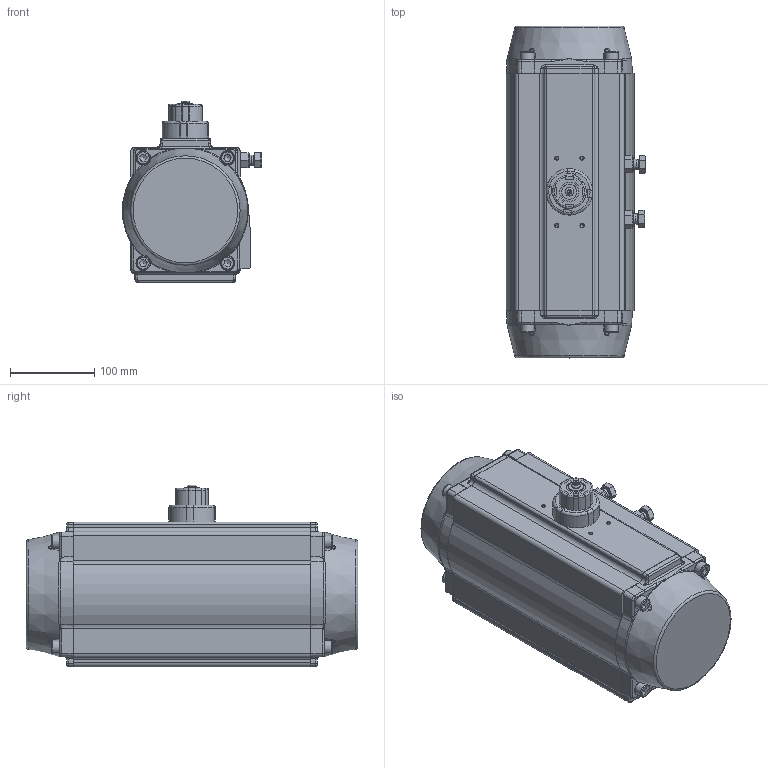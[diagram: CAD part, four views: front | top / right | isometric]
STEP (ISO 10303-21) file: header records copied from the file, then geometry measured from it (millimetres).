
FILE_DESCRIPTION(/* description */ (''),/* implementation_level */ '2;1');
FILE_NAME(/* name */ 'C-140DA.step',/* time_stamp */ '2025-12-25T15:20:30+08:00',/* author */ (''),/* organization */ (''),/* preprocessor_version */ 'ST-DEVELOPER v16',/* originating_system */ 'SIEMENS PLM Software NX 10.0',/* authorisation */ '');
FILE_SCHEMA (('AUTOMOTIVE_DESIGN { 1 0 10303 214 3 1 1 1 }'));
Products named in the file (18): Bearing-piston; O-ring piston; Adjust screw; C-140新端盖开模; C-140-08; Indicator-125; Thrust washer; Outside washer; Circlip; Nut adjust screw; End-cap screw; C-140-04（27x27); C-140-01; 金属条指示器92-105; 指示器垫片; 指示器螺钉; C-140-03_MODEL; C-140
Assembly tree (30 placements, depth 3):
  C-140
    指示器螺钉
    指示器垫片
    金属条指示器92-105
    C-140-01
    C-140-04（27x27)
    End-cap screw  x10
    Nut adjust screw  x2
    Circlip
    Outside washer
    Thrust washer
    Indicator-125
    C-140-08
    C-140新端盖开模  x2
    Adjust screw  x2
    C-140-03_MODEL  x2
      O-ring piston
      Bearing-piston
Bounding box: 165.71 x 393.8 x 215.9 mm (x, y, z)
Volume: 4075533.7 mm3; surface area: 964303.5 mm2
Topology: 56 solids, 56 shells, 2526 faces, 6449 edges, 4012 vertices
Faces by surface type: plane 805, cylinder 703, bspline 325, torus 281, cone 268, sphere 84, extrusion 60
Full cylindrical faces by diameter (mm): 2.5 x2, 4.2 x8, 5 x1, 6 x3, 6.5 x1, 8 x5, 8.374 x10, 8.376 x10, 8.5 x12, 9 x2, 10 x21, 10.106 x2, 10.3 x8, 10.374 x2, 10.376 x2, 11 x8, 12 x6, 12.001 x2, 16 x10, 17.8 x1, 22.8 x1, 28 x1, 34.2 x1, 36.4 x1, 36.5 x1, 39 x12, 40 x8, 50 x2, 60 x1, 61.3 x1
Entity records: 55793 total; most frequent: CARTESIAN_POINT 19880, ORIENTED_EDGE 7312, DIRECTION 7078, EDGE_CURVE 3656, AXIS2_PLACEMENT_3D 2775, VERTEX_POINT 2464, EDGE_LOOP 1873, ADVANCED_FACE 1550
